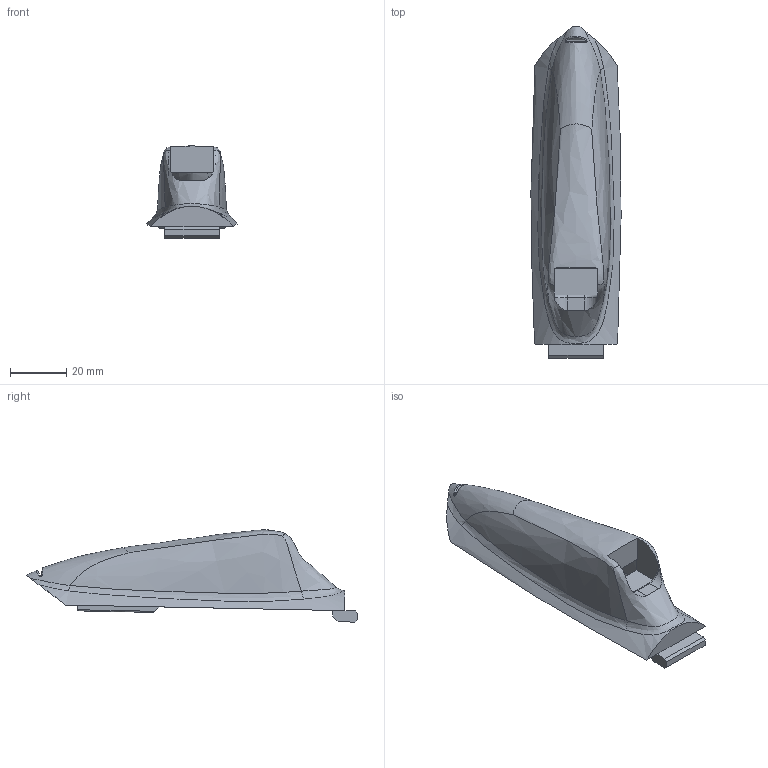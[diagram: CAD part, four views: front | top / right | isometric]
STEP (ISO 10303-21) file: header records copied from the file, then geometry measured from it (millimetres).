
FILE_DESCRIPTION(/* description */ (''),/* implementation_level */ '2;1');
FILE_NAME(/* name */ 'trojan_mini_fpv.step',/* time_stamp */ '2021-01-26T12:47:37+01:00',/* author */ (''),/* organization */ (''),/* preprocessor_version */ 'ST-DEVELOPER v18.1',/* originating_system */ 'Autodesk Translation Framework v9.7.1.1290',/* authorisation */ '');
FILE_SCHEMA (('AUTOMOTIVE_DESIGN { 1 0 10303 214 3 1 1 }'));
Length unit declared in the file: millimetre
Products named in the file (1): camcockpit
Bounding box: 32.08 x 118.15 x 32.81 mm (x, y, z)
Volume: 5947.8 mm3; surface area: 20962.1 mm2
Topology: 1 solids, 1 shells, 93 faces, 250 edges, 166 vertices
Faces by surface type: plane 53, bspline 31, cylinder 7, torus 2
Entity records: 6552 total; most frequent: CARTESIAN_POINT 4486, ORIENTED_EDGE 500, DIRECTION 279, EDGE_CURVE 250, VERTEX_POINT 166, LINE 117, VECTOR 117, B_SPLINE_CURVE_WITH_KNOTS 115
